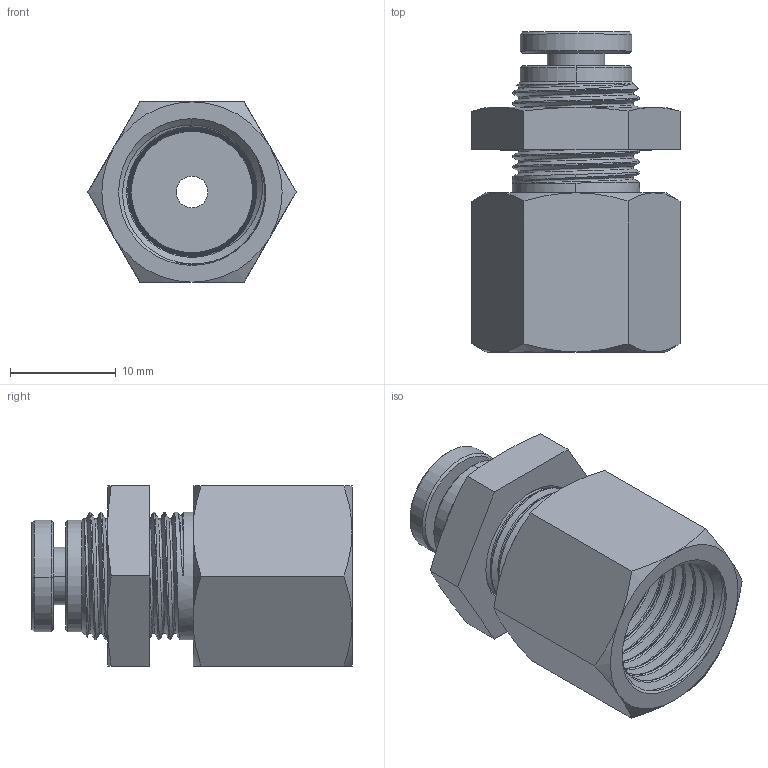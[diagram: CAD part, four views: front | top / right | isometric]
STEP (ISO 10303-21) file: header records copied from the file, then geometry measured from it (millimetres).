
FILE_DESCRIPTION (( 'STEP AP214' ), '1' );
FILE_NAME ('BCS4R1-4W.STEP', '2018-07-11T20:33:22', ( '' ), ( '' ), 'SwSTEP 2.0', 'SolidWorks 2016', '' );
FILE_SCHEMA (( 'AUTOMOTIVE_DESIGN' ));
Length unit declared in the file: millimetre
Products named in the file (1): BCS4R1-4W
Bounding box: 19.63 x 30.19 x 17 mm (x, y, z)
Volume: 3850.2 mm3; surface area: 4939.7 mm2
Topology: 7 solids, 7 shells, 373 faces, 1218 edges, 864 vertices
Faces by surface type: cone 144, plane 111, cylinder 84, bspline 32, torus 2
Entity records: 29839 total; most frequent: CARTESIAN_POINT 15944, ORIENTED_EDGE 2436, DIRECTION 1544, EDGE_CURVE 1218, VERTEX_POINT 864, AXIS2_PLACEMENT_3D 634, B_SPLINE_CURVE_WITH_KNOTS 632, EDGE_LOOP 392
